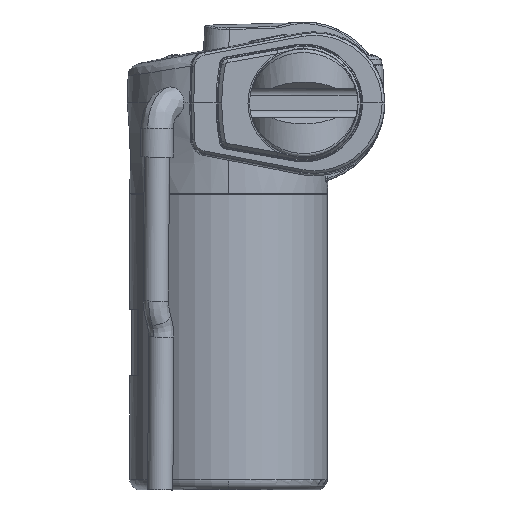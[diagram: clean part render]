
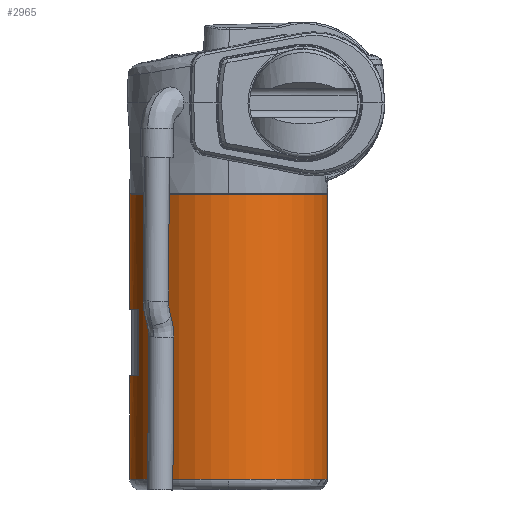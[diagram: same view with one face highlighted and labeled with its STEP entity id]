
A CAD part, left-side view. The second image highlights one B-rep face of the part: STEP entity #2965.
In plain terms, the highlighted cylindrical face has radius 27.5 mm (diameter 55 mm), a partial arc.
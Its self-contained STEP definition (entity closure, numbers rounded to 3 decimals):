
#199 = EDGE_CURVE ( 'NONE', #26937, #16020, #8235, .T. ) ;
#220 = CARTESIAN_POINT ( 'NONE',  ( 0., 0., -39.3 ) ) ;
#922 = AXIS2_PLACEMENT_3D ( 'NONE', #20679, #28161, #22810 ) ;
#1066 = VECTOR ( 'NONE', #1613, 1000. ) ;
#1613 = DIRECTION ( 'NONE',  ( 0., 0., -1. ) ) ;
#1789 = CARTESIAN_POINT ( 'NONE',  ( 0., 27.5, -57.8 ) ) ;
#2448 = DIRECTION ( 'NONE',  ( 0., 1., 0. ) ) ;
#2887 = DIRECTION ( 'NONE',  ( 0., 1., 0. ) ) ;
#2965 = ADVANCED_FACE ( 'NONE', ( #6866 ), #19440, .T. ) ;
#3393 = CARTESIAN_POINT ( 'NONE',  ( 0., 0., -57.8 ) ) ;
#3797 = EDGE_CURVE ( 'NONE', #26118, #8790, #22764, .T. ) ;
#4251 = EDGE_CURVE ( 'NONE', #22106, #34348, #16037, .T. ) ;
#4391 = LINE ( 'NONE', #33821, #24930 ) ;
#4552 = CIRCLE ( 'NONE', #7162, 27.5 ) ;
#4878 = AXIS2_PLACEMENT_3D ( 'NONE', #3393, #22173, #6138 ) ;
#5109 = CARTESIAN_POINT ( 'NONE',  ( 0., 27.5, -7.3 ) ) ;
#5112 = CIRCLE ( 'NONE', #19157, 27.5 ) ;
#5326 = EDGE_CURVE ( 'NONE', #24561, #26937, #5112, .T. ) ;
#6138 = DIRECTION ( 'NONE',  ( 0., 1., 0. ) ) ;
#6616 = CARTESIAN_POINT ( 'NONE',  ( 0., -27.5, -7.3 ) ) ;
#6723 = CARTESIAN_POINT ( 'NONE',  ( 0., 0., -86.5 ) ) ;
#6866 = FACE_OUTER_BOUND ( 'NONE', #10545, .T. ) ;
#7162 = AXIS2_PLACEMENT_3D ( 'NONE', #220, #18959, #2887 ) ;
#7554 = VERTEX_POINT ( 'NONE', #8993 ) ;
#7779 = VERTEX_POINT ( 'NONE', #7927 ) ;
#7815 = ORIENTED_EDGE ( 'NONE', *, *, #4251, .T. ) ;
#7927 = CARTESIAN_POINT ( 'NONE',  ( -10.479, 25.425, -57.8 ) ) ;
#8235 = LINE ( 'NONE', #5109, #1066 ) ;
#8697 = ORIENTED_EDGE ( 'NONE', *, *, #3797, .T. ) ;
#8790 = VERTEX_POINT ( 'NONE', #29330 ) ;
#8993 = CARTESIAN_POINT ( 'NONE',  ( -10.479, 25.425, -39.3 ) ) ;
#9427 = DIRECTION ( 'NONE',  ( 0., 1., 0. ) ) ;
#9498 = CARTESIAN_POINT ( 'NONE',  ( 0., 0., -86.5 ) ) ;
#10251 = ORIENTED_EDGE ( 'NONE', *, *, #24137, .F. ) ;
#10545 = EDGE_LOOP ( 'NONE', ( #10251, #20010, #32309, #26422, #24320, #21239, #8697, #27185, #7815 ) ) ;
#10690 = CARTESIAN_POINT ( 'NONE',  ( -27.5, 0., -86.5 ) ) ;
#10990 = LINE ( 'NONE', #32913, #30593 ) ;
#11122 = CARTESIAN_POINT ( 'NONE',  ( 0., 27.5, -7.3 ) ) ;
#11229 = EDGE_CURVE ( 'NONE', #7779, #26118, #26355, .T. ) ;
#11537 = AXIS2_PLACEMENT_3D ( 'NONE', #9498, #28184, #12204 ) ;
#11844 = EDGE_CURVE ( 'NONE', #16020, #7554, #4552, .T. ) ;
#12204 = DIRECTION ( 'NONE',  ( 0., 1., 0. ) ) ;
#14280 = DIRECTION ( 'NONE',  ( 0., 0., -1. ) ) ;
#16020 = VERTEX_POINT ( 'NONE', #24450 ) ;
#16037 = CIRCLE ( 'NONE', #11537, 27.5 ) ;
#17413 = AXIS2_PLACEMENT_3D ( 'NONE', #6723, #25419, #9427 ) ;
#18522 = DIRECTION ( 'NONE',  ( 0., 0., -1. ) ) ;
#18959 = DIRECTION ( 'NONE',  ( 0., 0., 1. ) ) ;
#19157 = AXIS2_PLACEMENT_3D ( 'NONE', #34464, #18522, #2448 ) ;
#19440 = CYLINDRICAL_SURFACE ( 'NONE', #922, 27.5 ) ;
#20010 = ORIENTED_EDGE ( 'NONE', *, *, #5326, .T. ) ;
#20679 = CARTESIAN_POINT ( 'NONE',  ( 0., 0., -7.3 ) ) ;
#21077 = VECTOR ( 'NONE', #29742, 1000. ) ;
#21239 = ORIENTED_EDGE ( 'NONE', *, *, #11229, .T. ) ;
#21316 = CIRCLE ( 'NONE', #17413, 27.5 ) ;
#22106 = VERTEX_POINT ( 'NONE', #10690 ) ;
#22173 = DIRECTION ( 'NONE',  ( 0., 0., -1. ) ) ;
#22497 = CARTESIAN_POINT ( 'NONE',  ( 0., 27.5, -7.3 ) ) ;
#22764 = LINE ( 'NONE', #22497, #21077 ) ;
#22810 = DIRECTION ( 'NONE',  ( 0., 1., 0. ) ) ;
#23272 = DIRECTION ( 'NONE',  ( 0., 0., -1. ) ) ;
#24137 = EDGE_CURVE ( 'NONE', #24561, #34348, #4391, .T. ) ;
#24320 = ORIENTED_EDGE ( 'NONE', *, *, #28629, .T. ) ;
#24450 = CARTESIAN_POINT ( 'NONE',  ( 0., 27.5, -39.3 ) ) ;
#24561 = VERTEX_POINT ( 'NONE', #6616 ) ;
#24930 = VECTOR ( 'NONE', #23272, 1000. ) ;
#25419 = DIRECTION ( 'NONE',  ( 0., 0., 1. ) ) ;
#26118 = VERTEX_POINT ( 'NONE', #1789 ) ;
#26355 = CIRCLE ( 'NONE', #4878, 27.5 ) ;
#26422 = ORIENTED_EDGE ( 'NONE', *, *, #11844, .T. ) ;
#26937 = VERTEX_POINT ( 'NONE', #11122 ) ;
#27185 = ORIENTED_EDGE ( 'NONE', *, *, #32804, .T. ) ;
#28161 = DIRECTION ( 'NONE',  ( 0., 0., -1. ) ) ;
#28184 = DIRECTION ( 'NONE',  ( 0., 0., 1. ) ) ;
#28629 = EDGE_CURVE ( 'NONE', #7554, #7779, #10990, .T. ) ;
#29330 = CARTESIAN_POINT ( 'NONE',  ( 0., 27.5, -86.5 ) ) ;
#29742 = DIRECTION ( 'NONE',  ( 0., 0., -1. ) ) ;
#30593 = VECTOR ( 'NONE', #14280, 1000. ) ;
#32309 = ORIENTED_EDGE ( 'NONE', *, *, #199, .T. ) ;
#32804 = EDGE_CURVE ( 'NONE', #8790, #22106, #21316, .T. ) ;
#32913 = CARTESIAN_POINT ( 'NONE',  ( -10.479, 25.425, -7.3 ) ) ;
#33087 = CARTESIAN_POINT ( 'NONE',  ( 0., -27.5, -86.5 ) ) ;
#33821 = CARTESIAN_POINT ( 'NONE',  ( 0., -27.5, -7.3 ) ) ;
#34348 = VERTEX_POINT ( 'NONE', #33087 ) ;
#34464 = CARTESIAN_POINT ( 'NONE',  ( 0., 0., -7.3 ) ) ;
